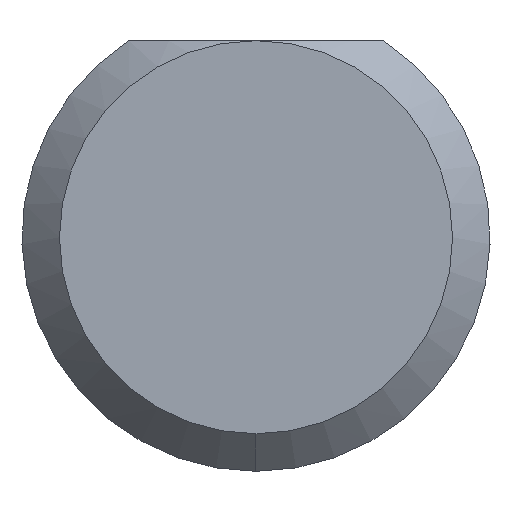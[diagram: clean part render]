
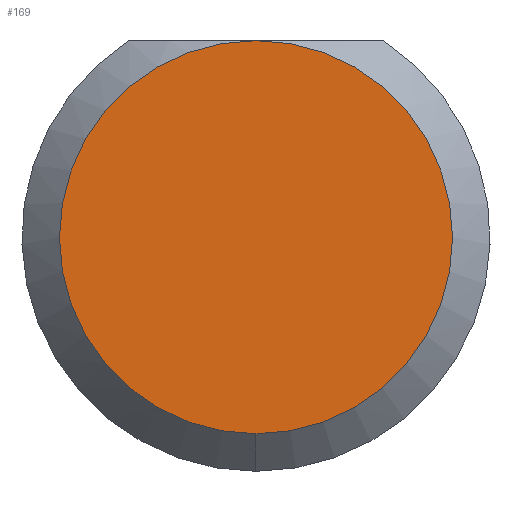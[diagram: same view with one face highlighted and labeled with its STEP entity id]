
A CAD part, left-side view. The second image highlights one B-rep face of the part: STEP entity #169.
In plain terms, the highlighted planar face has unit normal (-1, 0, 0).
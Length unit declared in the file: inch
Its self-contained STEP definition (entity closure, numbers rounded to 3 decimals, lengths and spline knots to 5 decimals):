
#33 = EDGE_CURVE ( 'NONE', #124, #40, #131, .T. ) ;
#40 = VERTEX_POINT ( 'NONE', #600 ) ;
#52 = DIRECTION ( 'NONE',  ( 0., 0., -1. ) ) ;
#124 = VERTEX_POINT ( 'NONE', #203 ) ;
#131 = CIRCLE ( 'NONE', #182, 0.05235 ) ;
#169 = ADVANCED_FACE ( 'NONE', ( #344 ), #299, .F. ) ;
#179 = ORIENTED_EDGE ( 'NONE', *, *, #528, .T. ) ;
#182 = AXIS2_PLACEMENT_3D ( 'NONE', #500, #449, #52 ) ;
#203 = CARTESIAN_POINT ( 'NONE',  ( 0., 0., -0.05235 ) ) ;
#214 = CIRCLE ( 'NONE', #321, 0.05235 ) ;
#250 = DIRECTION ( 'NONE',  ( 0., 0., -1. ) ) ;
#299 = PLANE ( 'NONE',  #539 ) ;
#321 = AXIS2_PLACEMENT_3D ( 'NONE', #435, #391, #250 ) ;
#344 = FACE_OUTER_BOUND ( 'NONE', #561, .T. ) ;
#360 = CARTESIAN_POINT ( 'NONE',  ( 0., 0., 0. ) ) ;
#391 = DIRECTION ( 'NONE',  ( -1., 0., 0. ) ) ;
#403 = ORIENTED_EDGE ( 'NONE', *, *, #33, .T. ) ;
#435 = CARTESIAN_POINT ( 'NONE',  ( 0., 0., 0. ) ) ;
#449 = DIRECTION ( 'NONE',  ( -1., 0., 0. ) ) ;
#464 = DIRECTION ( 'NONE',  ( 0., 0., -1. ) ) ;
#500 = CARTESIAN_POINT ( 'NONE',  ( 0., 0., 0. ) ) ;
#511 = DIRECTION ( 'NONE',  ( 1., 0., 0. ) ) ;
#528 = EDGE_CURVE ( 'NONE', #40, #124, #214, .T. ) ;
#539 = AXIS2_PLACEMENT_3D ( 'NONE', #360, #511, #464 ) ;
#561 = EDGE_LOOP ( 'NONE', ( #179, #403 ) ) ;
#600 = CARTESIAN_POINT ( 'NONE',  ( 0., 0., 0.05235 ) ) ;
